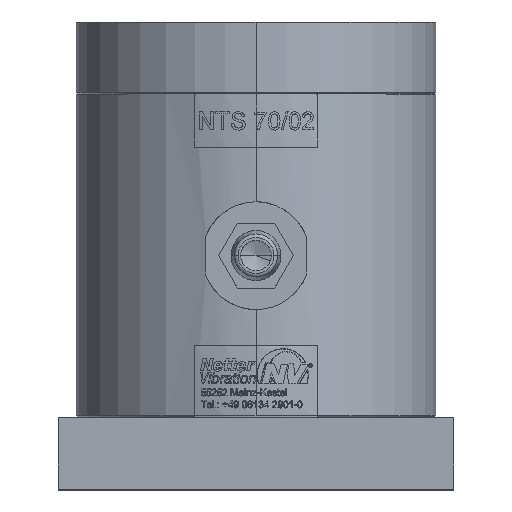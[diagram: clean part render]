
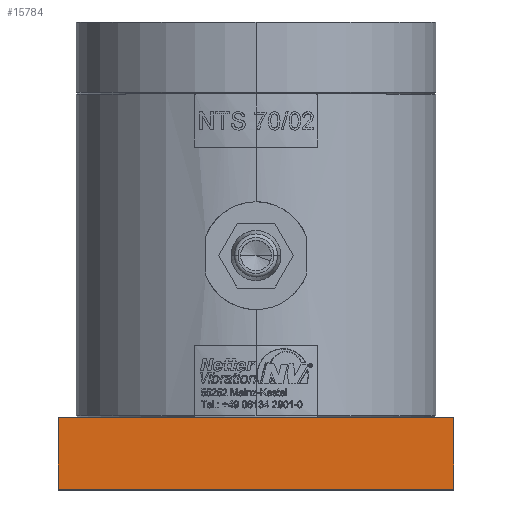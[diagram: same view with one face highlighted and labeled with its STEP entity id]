
A CAD part, top view. The second image highlights one B-rep face of the part: STEP entity #15784.
In plain terms, the highlighted planar face has unit normal (0, 0, 1).
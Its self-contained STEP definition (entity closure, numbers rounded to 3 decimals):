
#371 = EDGE_CURVE ( 'NONE', #12857, #5495, #35481, .T. ) ;
#1513 = DIRECTION ( 'NONE',  ( 0., -1., 0. ) ) ;
#4944 = CARTESIAN_POINT ( 'NONE',  ( -55., 0., 55. ) ) ;
#5495 = VERTEX_POINT ( 'NONE', #20314 ) ;
#7044 = CARTESIAN_POINT ( 'NONE',  ( -55., 20., 55. ) ) ;
#9411 = EDGE_CURVE ( 'NONE', #5495, #23490, #33173, .T. ) ;
#9473 = CARTESIAN_POINT ( 'NONE',  ( 55., 20., 55. ) ) ;
#9828 = ORIENTED_EDGE ( 'NONE', *, *, #9411, .T. ) ;
#9864 = ORIENTED_EDGE ( 'NONE', *, *, #30381, .T. ) ;
#11315 = ORIENTED_EDGE ( 'NONE', *, *, #32490, .T. ) ;
#12857 = VERTEX_POINT ( 'NONE', #13113 ) ;
#12998 = DIRECTION ( 'NONE',  ( 0., 1., 0. ) ) ;
#13113 = CARTESIAN_POINT ( 'NONE',  ( 55., 0., 55. ) ) ;
#13523 = DIRECTION ( 'NONE',  ( 1., 0., 0. ) ) ;
#15784 = ADVANCED_FACE ( 'NONE', ( #29814 ), #25345, .T. ) ;
#19174 = EDGE_LOOP ( 'NONE', ( #11315, #9864, #23962, #9828 ) ) ;
#19536 = VECTOR ( 'NONE', #12998, 1000. ) ;
#19872 = VECTOR ( 'NONE', #1513, 1000. ) ;
#20314 = CARTESIAN_POINT ( 'NONE',  ( 55., 20., 55. ) ) ;
#22046 = CARTESIAN_POINT ( 'NONE',  ( -55., 20., 55. ) ) ;
#23356 = DIRECTION ( 'NONE',  ( 1., 0., 0. ) ) ;
#23420 = VECTOR ( 'NONE', #23356, 1000. ) ;
#23490 = VERTEX_POINT ( 'NONE', #24343 ) ;
#23962 = ORIENTED_EDGE ( 'NONE', *, *, #371, .T. ) ;
#24343 = CARTESIAN_POINT ( 'NONE',  ( -55., 20., 55. ) ) ;
#25345 = PLANE ( 'NONE',  #35230 ) ;
#26578 = CARTESIAN_POINT ( 'NONE',  ( -55., 0., 55. ) ) ;
#29814 = FACE_OUTER_BOUND ( 'NONE', #19174, .T. ) ;
#30381 = EDGE_CURVE ( 'NONE', #32829, #12857, #32096, .T. ) ;
#31196 = DIRECTION ( 'NONE',  ( 0., 0., 1. ) ) ;
#31414 = CARTESIAN_POINT ( 'NONE',  ( -55., 0., 55. ) ) ;
#32096 = LINE ( 'NONE', #26578, #23420 ) ;
#32490 = EDGE_CURVE ( 'NONE', #23490, #32829, #34918, .T. ) ;
#32733 = VECTOR ( 'NONE', #37071, 1000. ) ;
#32829 = VERTEX_POINT ( 'NONE', #31414 ) ;
#33173 = LINE ( 'NONE', #22046, #32733 ) ;
#34918 = LINE ( 'NONE', #7044, #19872 ) ;
#35230 = AXIS2_PLACEMENT_3D ( 'NONE', #4944, #31196, #13523 ) ;
#35481 = LINE ( 'NONE', #9473, #19536 ) ;
#37071 = DIRECTION ( 'NONE',  ( -1., 0., 0. ) ) ;
